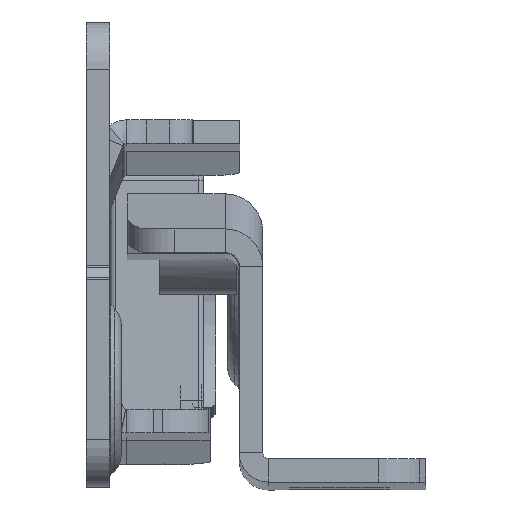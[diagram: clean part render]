
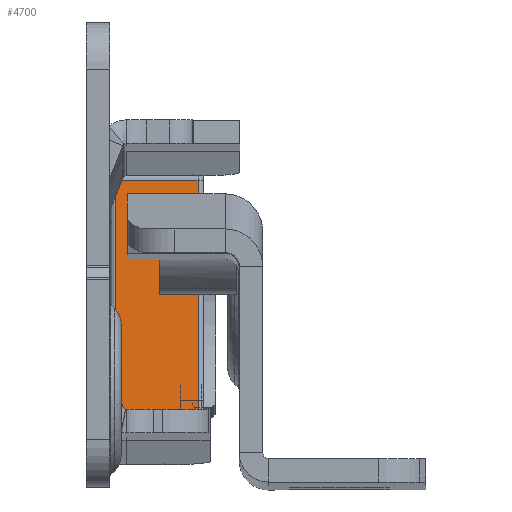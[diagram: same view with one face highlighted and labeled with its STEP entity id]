
A CAD part, top view. The second image highlights one B-rep face of the part: STEP entity #4700.
In plain terms, the highlighted face is planar.
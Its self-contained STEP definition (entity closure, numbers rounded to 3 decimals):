
#36 = CARTESIAN_POINT ( 'NONE',  ( 0., -11., 7.5 ) ) ;
#606 = LINE ( 'NONE', #734, #10356 ) ;
#635 = VERTEX_POINT ( 'NONE', #3897 ) ;
#734 = CARTESIAN_POINT ( 'NONE',  ( 0., -11., 8. ) ) ;
#768 = DIRECTION ( 'NONE',  ( 0., -1., 0. ) ) ;
#1460 = CARTESIAN_POINT ( 'NONE',  ( 0., 11., 7.5 ) ) ;
#1620 = VECTOR ( 'NONE', #768, 1000. ) ;
#2432 = CARTESIAN_POINT ( 'NONE',  ( 0., -11., 8. ) ) ;
#2470 = CARTESIAN_POINT ( 'NONE',  ( 0., -11., 0.5 ) ) ;
#2513 = VECTOR ( 'NONE', #10929, 1000. ) ;
#2610 = DIRECTION ( 'NONE',  ( 0., 0., -1. ) ) ;
#2638 = CARTESIAN_POINT ( 'NONE',  ( 0., -11., 7.5 ) ) ;
#3686 = LINE ( 'NONE', #36, #11962 ) ;
#3897 = CARTESIAN_POINT ( 'NONE',  ( 0., 11., 0.5 ) ) ;
#4486 = AXIS2_PLACEMENT_3D ( 'NONE', #2432, #12021, #11146 ) ;
#4640 = EDGE_CURVE ( 'NONE', #7646, #8758, #606, .T. ) ;
#4700 = ADVANCED_FACE ( 'NONE', ( #6251 ), #12206, .T. ) ;
#4985 = VERTEX_POINT ( 'NONE', #1460 ) ;
#5213 = CARTESIAN_POINT ( 'NONE',  ( 0., -11., 0.5 ) ) ;
#5592 = LINE ( 'NONE', #2470, #1620 ) ;
#5785 = ORIENTED_EDGE ( 'NONE', *, *, #8022, .T. ) ;
#5818 = DIRECTION ( 'NONE',  ( 0., 1., 0. ) ) ;
#6251 = FACE_OUTER_BOUND ( 'NONE', #9801, .T. ) ;
#6468 = EDGE_CURVE ( 'NONE', #4985, #635, #7917, .T. ) ;
#6762 = ORIENTED_EDGE ( 'NONE', *, *, #4640, .F. ) ;
#7646 = VERTEX_POINT ( 'NONE', #2638 ) ;
#7917 = LINE ( 'NONE', #11683, #2513 ) ;
#8022 = EDGE_CURVE ( 'NONE', #7646, #4985, #3686, .T. ) ;
#8565 = ORIENTED_EDGE ( 'NONE', *, *, #6468, .T. ) ;
#8758 = VERTEX_POINT ( 'NONE', #5213 ) ;
#9801 = EDGE_LOOP ( 'NONE', ( #8565, #11686, #6762, #5785 ) ) ;
#10356 = VECTOR ( 'NONE', #2610, 1000. ) ;
#10929 = DIRECTION ( 'NONE',  ( 0., 0., -1. ) ) ;
#11111 = EDGE_CURVE ( 'NONE', #635, #8758, #5592, .T. ) ;
#11146 = DIRECTION ( 'NONE',  ( 0., 0., 1. ) ) ;
#11683 = CARTESIAN_POINT ( 'NONE',  ( 0., 11., 8. ) ) ;
#11686 = ORIENTED_EDGE ( 'NONE', *, *, #11111, .T. ) ;
#11962 = VECTOR ( 'NONE', #5818, 1000. ) ;
#12021 = DIRECTION ( 'NONE',  ( -1., 0., 0. ) ) ;
#12206 = PLANE ( 'NONE',  #4486 ) ;
